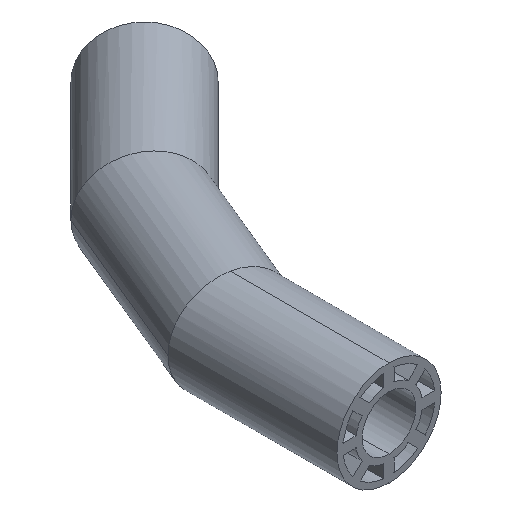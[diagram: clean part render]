
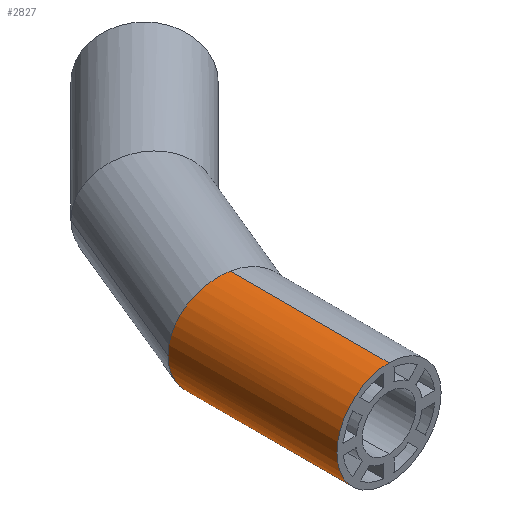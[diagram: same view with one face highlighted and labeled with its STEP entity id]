
A CAD part, isometric view. The second image highlights one B-rep face of the part: STEP entity #2827.
In plain terms, the highlighted cylindrical face has radius 25.019 mm (diameter 50.038 mm), a partial arc.
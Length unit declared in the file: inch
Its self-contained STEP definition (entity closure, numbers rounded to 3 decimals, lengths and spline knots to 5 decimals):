
#241 = ORIENTED_EDGE ( 'NONE', *, *, #2030, .F. ) ;
#323 = CARTESIAN_POINT ( 'NONE',  ( 0., 3., -0.985 ) ) ;
#344 = ORIENTED_EDGE ( 'NONE', *, *, #2610, .F. ) ;
#376 = CYLINDRICAL_SURFACE ( 'NONE', #1018, 0.985 ) ;
#410 = ORIENTED_EDGE ( 'NONE', *, *, #2895, .F. ) ;
#411 = CARTESIAN_POINT ( 'NONE',  ( 0., 5.786, -0.985 ) ) ;
#432 = ORIENTED_EDGE ( 'NONE', *, *, #1606, .T. ) ;
#447 = DIRECTION ( 'NONE',  ( 0., -1., 0. ) ) ;
#491 = VECTOR ( 'NONE', #447, 39.37008 ) ;
#550 = CIRCLE ( 'NONE', #2371, 0.985 ) ;
#634 = CARTESIAN_POINT ( 'NONE',  ( 0., 0., -0.985 ) ) ;
#672 =( BOUNDED_CURVE ( )  B_SPLINE_CURVE ( 3, ( #2944, #2559, #2533, #2526 ),
 .UNSPECIFIED., .F., .T. ) 
 B_SPLINE_CURVE_WITH_KNOTS ( ( 4, 4 ),
 ( 3.14159, 4.71239 ),
 .UNSPECIFIED. ) 
 CURVE ( )  GEOMETRIC_REPRESENTATION_ITEM ( )  RATIONAL_B_SPLINE_CURVE ( ( 1., 0.805, 0.805, 1. ) ) 
 REPRESENTATION_ITEM ( '' )  );
#677 = DIRECTION ( 'NONE',  ( 0., 0., -1. ) ) ;
#686 =( BOUNDED_CURVE ( )  B_SPLINE_CURVE ( 3, ( #2661, #2690, #2888, #2504 ),
 .UNSPECIFIED., .F., .T. ) 
 B_SPLINE_CURVE_WITH_KNOTS ( ( 4, 4 ),
 ( 1.5708, 3.14159 ),
 .UNSPECIFIED. ) 
 CURVE ( )  GEOMETRIC_REPRESENTATION_ITEM ( )  RATIONAL_B_SPLINE_CURVE ( ( 1., 0.805, 0.805, 1. ) ) 
 REPRESENTATION_ITEM ( '' )  );
#752 = CARTESIAN_POINT ( 'NONE',  ( 0., 5.786, 0.985 ) ) ;
#753 = FACE_OUTER_BOUND ( 'NONE', #2455, .T. ) ;
#764 = ORIENTED_EDGE ( 'NONE', *, *, #2878, .T. ) ;
#965 = LINE ( 'NONE', #411, #491 ) ;
#1018 = AXIS2_PLACEMENT_3D ( 'NONE', #1366, #2980, #677 ) ;
#1366 = CARTESIAN_POINT ( 'NONE',  ( 0., 5.786, 0. ) ) ;
#1576 = VERTEX_POINT ( 'NONE', #634 ) ;
#1606 = EDGE_CURVE ( 'NONE', #1576, #2605, #550, .T. ) ;
#1953 = VERTEX_POINT ( 'NONE', #323 ) ;
#2030 = EDGE_CURVE ( 'NONE', #2602, #2889, #672, .T. ) ;
#2056 = DIRECTION ( 'NONE',  ( 0., 1., 0. ) ) ;
#2077 = DIRECTION ( 'NONE',  ( 0., 0., 1. ) ) ;
#2083 = VECTOR ( 'NONE', #2619, 39.37008 ) ;
#2285 = CARTESIAN_POINT ( 'NONE',  ( 0., 0., 0. ) ) ;
#2371 = AXIS2_PLACEMENT_3D ( 'NONE', #2285, #2056, #2077 ) ;
#2455 = EDGE_LOOP ( 'NONE', ( #344, #241, #410, #764, #432 ) ) ;
#2504 = CARTESIAN_POINT ( 'NONE',  ( -0.985, 3.19593, 0. ) ) ;
#2526 = CARTESIAN_POINT ( 'NONE',  ( 0., 3., 0.985 ) ) ;
#2533 = CARTESIAN_POINT ( 'NONE',  ( -0.577, 3.11477, 0.985 ) ) ;
#2559 = CARTESIAN_POINT ( 'NONE',  ( -0.985, 3.19593, 0.577 ) ) ;
#2602 = VERTEX_POINT ( 'NONE', #2794 ) ;
#2605 = VERTEX_POINT ( 'NONE', #2700 ) ;
#2610 = EDGE_CURVE ( 'NONE', #2889, #2605, #2953, .T. ) ;
#2619 = DIRECTION ( 'NONE',  ( 0., -1., 0. ) ) ;
#2661 = CARTESIAN_POINT ( 'NONE',  ( 0., 3., -0.985 ) ) ;
#2676 = CARTESIAN_POINT ( 'NONE',  ( 0., 3., 0.985 ) ) ;
#2690 = CARTESIAN_POINT ( 'NONE',  ( -0.577, 3.11477, -0.985 ) ) ;
#2700 = CARTESIAN_POINT ( 'NONE',  ( 0., 0., 0.985 ) ) ;
#2794 = CARTESIAN_POINT ( 'NONE',  ( -0.985, 3.19593, 0. ) ) ;
#2827 = ADVANCED_FACE ( 'NONE', ( #753 ), #376, .T. ) ;
#2878 = EDGE_CURVE ( 'NONE', #1953, #1576, #965, .T. ) ;
#2888 = CARTESIAN_POINT ( 'NONE',  ( -0.985, 3.19593, -0.577 ) ) ;
#2889 = VERTEX_POINT ( 'NONE', #2676 ) ;
#2895 = EDGE_CURVE ( 'NONE', #1953, #2602, #686, .T. ) ;
#2944 = CARTESIAN_POINT ( 'NONE',  ( -0.985, 3.19593, 0. ) ) ;
#2953 = LINE ( 'NONE', #752, #2083 ) ;
#2980 = DIRECTION ( 'NONE',  ( 0., -1., 0. ) ) ;
